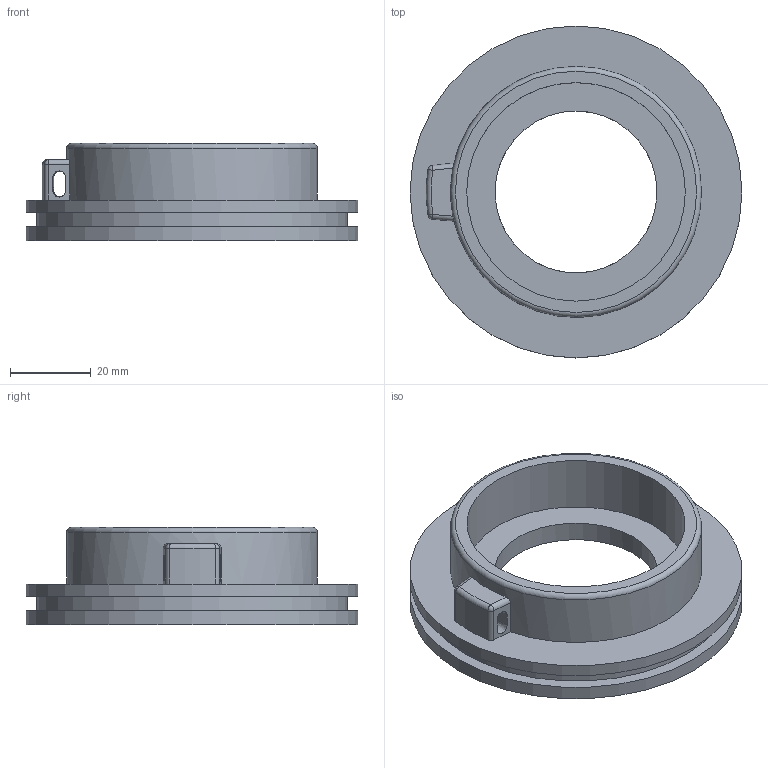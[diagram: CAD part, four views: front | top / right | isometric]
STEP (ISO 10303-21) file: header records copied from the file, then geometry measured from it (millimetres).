
FILE_DESCRIPTION(('FreeCAD Model'),'2;1');
FILE_NAME('Open CASCADE Shape Model','2025-05-08T22:03:38',('Author'),( ''),'Open CASCADE STEP processor 7.8','FreeCAD','Unknown');
FILE_SCHEMA(('AUTOMOTIVE_DESIGN { 1 0 10303 214 1 1 1 1 }'));
Length unit declared in the file: millimetre
Products named in the file (1): Тіло
Bounding box: 82 x 82 x 24 mm (x, y, z)
Volume: 35300.5 mm3; surface area: 19026.8 mm2
Topology: 1 solids, 1 shells, 40 faces, 100 edges, 63 vertices
Faces by surface type: plane 20, cylinder 14, extrusion 2, sphere 2, torus 2
Full cylindrical faces by diameter (mm): 40 x1, 54 x1, 62 x1, 70 x1, 76.601 x1, 82 x2
Entity records: 1502 total; most frequent: CARTESIAN_POINT 493, DIRECTION 214, ORIENTED_EDGE 196, EDGE_CURVE 98, AXIS2_PLACEMENT_3D 80, VERTEX_POINT 63, VECTOR 54, LINE 52
